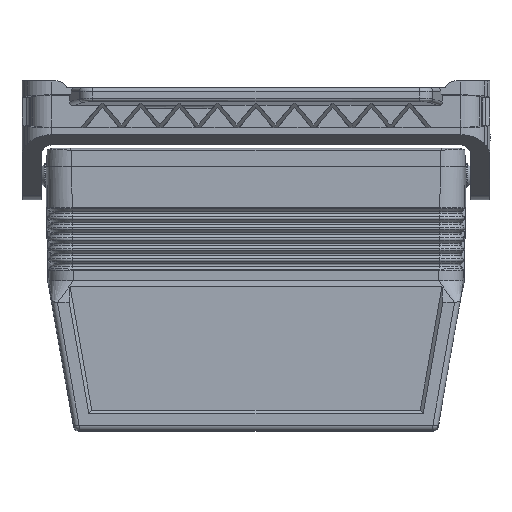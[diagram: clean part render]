
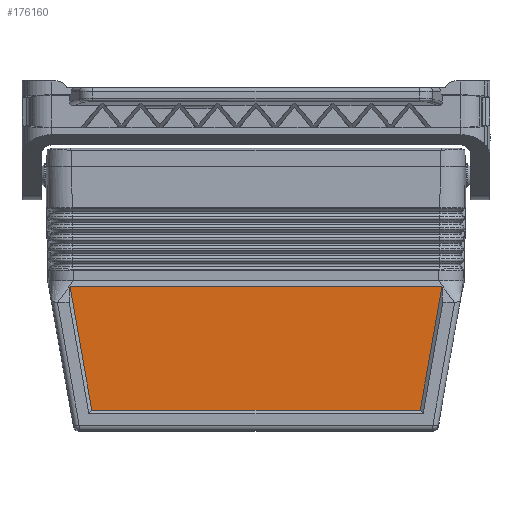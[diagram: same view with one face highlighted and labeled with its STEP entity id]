
A CAD part, front view. The second image highlights one B-rep face of the part: STEP entity #176160.
In plain terms, the highlighted face is planar.
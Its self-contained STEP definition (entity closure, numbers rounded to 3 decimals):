
#129600=CARTESIAN_POINT('',(417.083,77.426,
70.233));
#129610=VERTEX_POINT('',#129600);
#129760=CARTESIAN_POINT('',(417.083,83.656,
34.87));
#129770=VERTEX_POINT('',#129760);
#129800=CARTESIAN_POINT('',(417.083,87.644,
12.233));
#129810=DIRECTION('',(0.,0.174,
-0.985));
#129820=VECTOR('',#129810,1.);
#129830=LINE('',#129800,#129820);
#129840=EDGE_CURVE('',#129610,#129770,#129830,.T.);
#170500=CARTESIAN_POINT('',(417.083,-22.843,
34.87));
#170510=VERTEX_POINT('',#170500);
#170540=CARTESIAN_POINT('',(417.083,44.373,
34.87));
#170550=DIRECTION('',(0.,1.,0.));
#170560=VECTOR('',#170550,1.);
#170570=LINE('',#170540,#170560);
#170580=EDGE_CURVE('',#170510,#129770,#170570,.T.);
#175930=CARTESIAN_POINT('',(417.083,-12.317,
48.893));
#175940=DIRECTION('',(1.,0.,0.));
#175950=DIRECTION('',(0.,1.,0.));
#175960=AXIS2_PLACEMENT_3D('',#175930,#175940,#175950);
#175970=PLANE('',#175960);
#175980=CARTESIAN_POINT('',(417.083,-26.831,
12.233));
#175990=DIRECTION('',(0.,-0.174,
-0.985));
#176000=VECTOR('',#175990,1.);
#176010=LINE('',#175980,#176000);
#176020=CARTESIAN_POINT('',(417.083,-16.613,
70.233));
#176030=VERTEX_POINT('',#176020);
#176040=EDGE_CURVE('',#176030,#170510,#176010,.T.);
#176050=ORIENTED_EDGE('',*,*,#176040,.T.);
#176060=CARTESIAN_POINT('',(417.083,44.373,
70.233));
#176070=DIRECTION('',(0.,-1.,0.));
#176080=VECTOR('',#176070,1.);
#176090=LINE('',#176060,#176080);
#176100=EDGE_CURVE('',#129610,#176030,#176090,.T.);
#176110=ORIENTED_EDGE('',*,*,#176100,.T.);
#176120=ORIENTED_EDGE('',*,*,#129840,.F.);
#176130=ORIENTED_EDGE('',*,*,#170580,.T.);
#176140=EDGE_LOOP('',(#176130,#176120,#176110,#176050));
#176150=FACE_OUTER_BOUND('',#176140,.T.);
#176160=ADVANCED_FACE('',(#176150),#175970,.T.);
